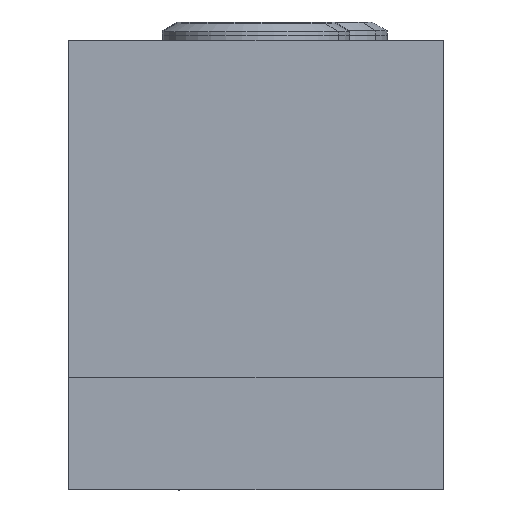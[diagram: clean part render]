
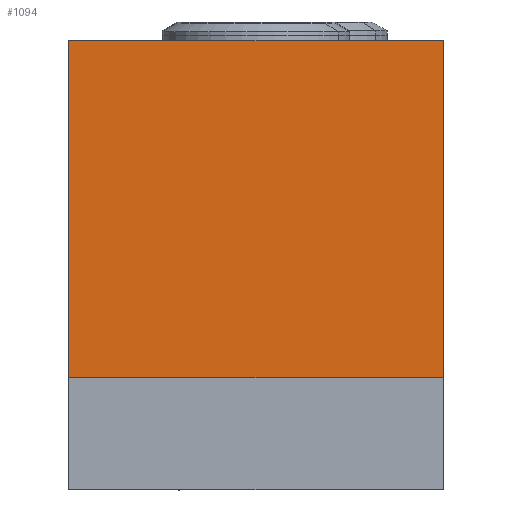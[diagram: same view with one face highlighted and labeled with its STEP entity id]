
A CAD part, front view. The second image highlights one B-rep face of the part: STEP entity #1094.
In plain terms, the highlighted planar face has unit normal (0, -1, 0).
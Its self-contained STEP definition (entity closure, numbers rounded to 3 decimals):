
#1076=AXIS2_PLACEMENT_3D('Plane Axis2P3D',#1073,#1074,#1075) ;
#512=CARTESIAN_POINT('Line Origine',(0.,0.,15.)) ;
#516=CARTESIAN_POINT('Vertex',(0.,0.,24.)) ;
#518=CARTESIAN_POINT('Vertex',(0.,0.,6.)) ;
#648=CARTESIAN_POINT('Vertex',(20.,0.,6.)) ;
#690=CARTESIAN_POINT('Vertex',(20.,0.,24.)) ;
#693=CARTESIAN_POINT('Line Origine',(20.,0.,15.)) ;
#1073=CARTESIAN_POINT('Axis2P3D Location',(10.,0.,6.)) ;
#1078=CARTESIAN_POINT('Line Origine',(10.,0.,6.)) ;
#1083=CARTESIAN_POINT('Line Origine',(10.,0.,24.)) ;
#513=DIRECTION('Vector Direction',(0.,0.,1.)) ;
#694=DIRECTION('Vector Direction',(0.,0.,1.)) ;
#1074=DIRECTION('Axis2P3D Direction',(0.,-1.,0.)) ;
#1075=DIRECTION('Axis2P3D XDirection',(0.,0.,1.)) ;
#1079=DIRECTION('Vector Direction',(-1.,0.,0.)) ;
#1084=DIRECTION('Vector Direction',(-1.,0.,0.)) ;
#514=VECTOR('Line Direction',#513,1.) ;
#695=VECTOR('Line Direction',#694,1.) ;
#1080=VECTOR('Line Direction',#1079,1.) ;
#1085=VECTOR('Line Direction',#1084,1.) ;
#1089=ORIENTED_EDGE('',*,*,#520,.T.) ;
#1090=ORIENTED_EDGE('',*,*,#1082,.F.) ;
#1091=ORIENTED_EDGE('',*,*,#697,.F.) ;
#1092=ORIENTED_EDGE('',*,*,#1087,.T.) ;
#1094=ADVANCED_FACE('59710_GDKOE_EBB.1\\Gehaeuse_Potentialausgleich',(#1093),#1077,.T.) ;
#520=EDGE_CURVE('',#517,#519,#515,.F.) ;
#697=EDGE_CURVE('',#691,#649,#696,.F.) ;
#1082=EDGE_CURVE('',#649,#519,#1081,.T.) ;
#1087=EDGE_CURVE('',#691,#517,#1086,.T.) ;
#1088=EDGE_LOOP('',(#1089,#1090,#1091,#1092)) ;
#1093=FACE_OUTER_BOUND('',#1088,.T.) ;
#515=LINE('Line',#512,#514) ;
#696=LINE('Line',#693,#695) ;
#1081=LINE('Line',#1078,#1080) ;
#1086=LINE('Line',#1083,#1085) ;
#1077=PLANE('',#1076) ;
#517=VERTEX_POINT('',#516) ;
#519=VERTEX_POINT('',#518) ;
#649=VERTEX_POINT('',#648) ;
#691=VERTEX_POINT('',#690) ;
